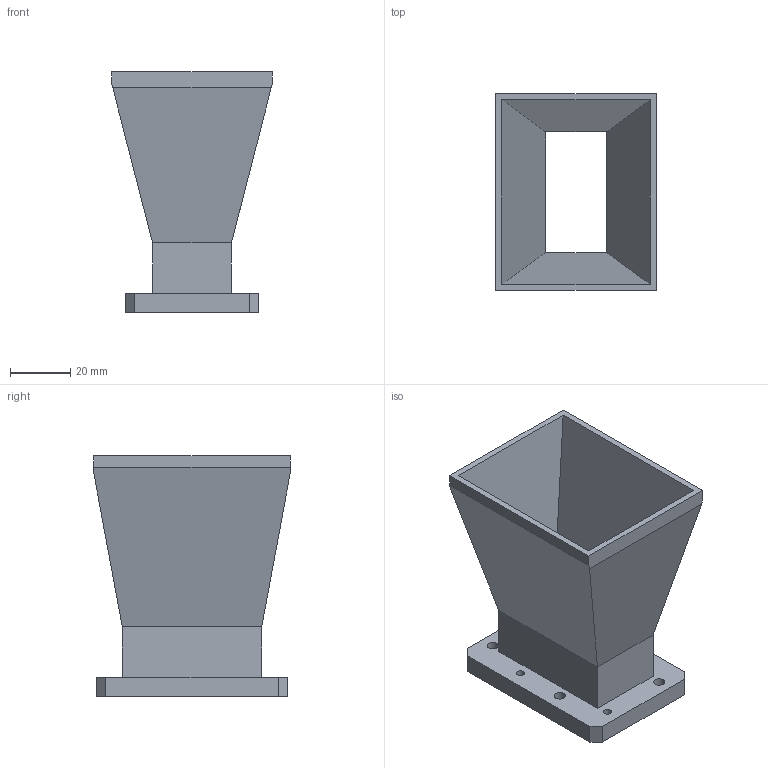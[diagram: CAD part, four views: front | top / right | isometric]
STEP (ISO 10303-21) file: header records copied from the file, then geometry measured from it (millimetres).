
FILE_DESCRIPTION (( 'STEP AP214' ), '1' );
FILE_NAME ('PEWAN159-10.step', '2021-09-15T18:26:31', ( '' ), ( '' ), 'SwSTEP 2.0', 'SolidWorks 2021', '' );
FILE_SCHEMA (( 'AUTOMOTIVE_DESIGN' ));
Length unit declared in the file: millimetre
Products named in the file (1): PEWAN159-10
Bounding box: 53.47 x 65.49 x 80 mm (x, y, z)
Volume: 52545.6 mm3; surface area: 32242.6 mm2
Topology: 1 solids, 1 shells, 50 faces, 142 edges, 96 vertices
Faces by surface type: plane 34, cylinder 16
Entity records: 1799 total; most frequent: CARTESIAN_POINT 289, ORIENTED_EDGE 284, DIRECTION 276, EDGE_CURVE 142, LINE 110, VECTOR 110, VERTEX_POINT 96, AXIS2_PLACEMENT_3D 83
